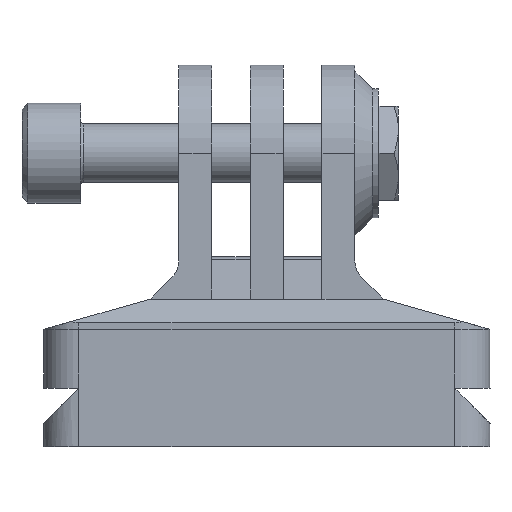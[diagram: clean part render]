
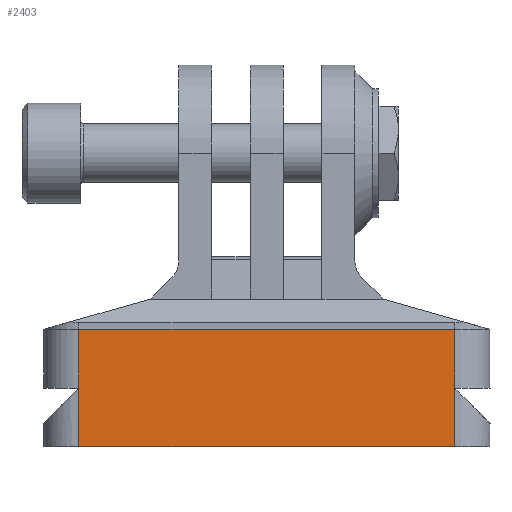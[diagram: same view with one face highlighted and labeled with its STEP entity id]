
A CAD part, front view. The second image highlights one B-rep face of the part: STEP entity #2403.
In plain terms, the highlighted planar face has unit normal (0, -1, 0).
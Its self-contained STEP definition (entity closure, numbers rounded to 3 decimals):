
#311=FACE_OUTER_BOUND('',#460,.T.);
#460=EDGE_LOOP('',(#1988,#1989,#1990,#1991,#1992,#1993));
#686=LINE('',#3915,#908);
#698=LINE('',#3947,#920);
#705=LINE('',#3963,#927);
#706=LINE('',#3966,#928);
#707=LINE('',#3968,#929);
#708=LINE('',#3969,#930);
#908=VECTOR('',#3192,10.);
#920=VECTOR('',#3224,10.);
#927=VECTOR('',#3243,10.);
#928=VECTOR('',#3248,10.);
#929=VECTOR('',#3249,10.);
#930=VECTOR('',#3250,10.);
#1103=VERTEX_POINT('',#3886);
#1108=VERTEX_POINT('',#3899);
#1113=VERTEX_POINT('',#3913);
#1123=VERTEX_POINT('',#3945);
#1126=VERTEX_POINT('',#3962);
#1127=VERTEX_POINT('',#3967);
#1404=EDGE_CURVE('',#1113,#1103,#686,.T.);
#1420=EDGE_CURVE('',#1108,#1123,#698,.T.);
#1428=EDGE_CURVE('',#1126,#1108,#705,.T.);
#1430=EDGE_CURVE('',#1126,#1113,#706,.T.);
#1431=EDGE_CURVE('',#1127,#1123,#707,.T.);
#1432=EDGE_CURVE('',#1103,#1127,#708,.T.);
#1988=ORIENTED_EDGE('',*,*,#1430,.F.);
#1989=ORIENTED_EDGE('',*,*,#1428,.T.);
#1990=ORIENTED_EDGE('',*,*,#1420,.T.);
#1991=ORIENTED_EDGE('',*,*,#1431,.F.);
#1992=ORIENTED_EDGE('',*,*,#1432,.F.);
#1993=ORIENTED_EDGE('',*,*,#1404,.F.);
#2285=PLANE('',#2659);
#2403=ADVANCED_FACE('',(#311),#2285,.T.);
#2659=AXIS2_PLACEMENT_3D('',#3965,#3246,#3247);
#3192=DIRECTION('',(0.,0.,1.));
#3224=DIRECTION('',(0.,0.,1.));
#3243=DIRECTION('',(0.,0.,1.));
#3246=DIRECTION('center_axis',(0.,-1.,0.));
#3247=DIRECTION('ref_axis',(1.,0.,0.));
#3248=DIRECTION('',(-1.,0.,0.));
#3249=DIRECTION('',(1.,0.,0.));
#3250=DIRECTION('',(0.,0.,1.));
#3886=CARTESIAN_POINT('',(-35.,0.,5.));
#3899=CARTESIAN_POINT('',(-3.,0.,5.));
#3913=CARTESIAN_POINT('',(-35.,0.,0.));
#3915=CARTESIAN_POINT('',(-35.,0.,0.));
#3945=CARTESIAN_POINT('',(-3.,0.,10.));
#3947=CARTESIAN_POINT('',(-3.,0.,0.));
#3962=CARTESIAN_POINT('',(-3.,0.,0.));
#3963=CARTESIAN_POINT('',(-3.,0.,0.));
#3965=CARTESIAN_POINT('Origin',(-35.,0.,0.));
#3966=CARTESIAN_POINT('',(-3.,0.,0.));
#3967=CARTESIAN_POINT('',(-35.,0.,10.));
#3968=CARTESIAN_POINT('',(-3.,0.,10.));
#3969=CARTESIAN_POINT('',(-35.,0.,0.));
